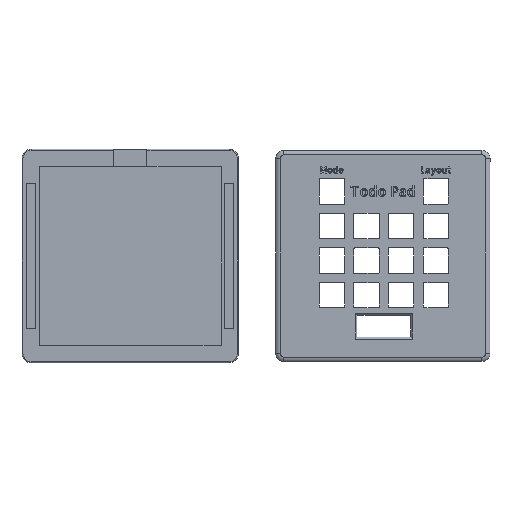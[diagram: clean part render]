
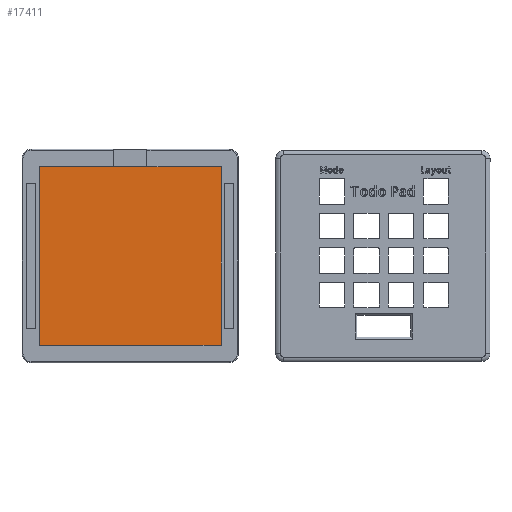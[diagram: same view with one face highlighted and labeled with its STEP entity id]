
A CAD part, top view. The second image highlights one B-rep face of the part: STEP entity #17411.
In plain terms, the highlighted planar face has unit normal (0, 0, 1).
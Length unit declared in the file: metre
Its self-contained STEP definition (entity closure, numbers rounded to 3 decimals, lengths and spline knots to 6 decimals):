
#5963=ORIENTED_EDGE('',*,*,#9309,.F.);
#5964=ORIENTED_EDGE('',*,*,#9304,.T.);
#5965=ORIENTED_EDGE('',*,*,#9314,.T.);
#5966=ORIENTED_EDGE('',*,*,#9312,.F.);
#9304=EDGE_CURVE('',#11300,#11301,#12654,.T.);
#9309=EDGE_CURVE('',#11300,#11304,#12659,.T.);
#9312=EDGE_CURVE('',#11304,#11305,#12662,.T.);
#9314=EDGE_CURVE('',#11301,#11305,#12664,.T.);
#11300=VERTEX_POINT('',#29855);
#11301=VERTEX_POINT('',#29856);
#11304=VERTEX_POINT('',#29865);
#11305=VERTEX_POINT('',#29870);
#12654=LINE('',#29854,#14073);
#12659=LINE('',#29864,#14078);
#12662=LINE('',#29869,#14081);
#12664=LINE('',#29873,#14083);
#14073=VECTOR('',#23861,1.);
#14078=VECTOR('',#23868,1.);
#14081=VECTOR('',#23873,1.);
#14083=VECTOR('',#23877,1.);
#15131=EDGE_LOOP('',(#5963,#5964,#5965,#5966));
#16148=FACE_BOUND('',#15131,.T.);
#16648=PLANE('',#19250);
#17411=ADVANCED_FACE('',(#16148),#16648,.T.);
#19250=AXIS2_PLACEMENT_3D('',#29880,#23883,#23884);
#23861=DIRECTION('',(0.,-1.,0.));
#23868=DIRECTION('',(1.,0.,0.));
#23873=DIRECTION('',(0.,-1.,0.));
#23877=DIRECTION('',(1.,0.,0.));
#23883=DIRECTION('',(0.,0.,1.));
#23884=DIRECTION('',(1.,0.,0.));
#29854=CARTESIAN_POINT('',(-0.050006,0.,0.003));
#29855=CARTESIAN_POINT('',(-0.050006,0.049125,0.003));
#29856=CARTESIAN_POINT('',(-0.050006,-0.049125,0.003));
#29864=CARTESIAN_POINT('',(0.,0.049125,0.003));
#29865=CARTESIAN_POINT('',(0.050006,0.049125,0.003));
#29869=CARTESIAN_POINT('',(0.050006,0.,0.003));
#29870=CARTESIAN_POINT('',(0.050006,-0.049125,0.003));
#29873=CARTESIAN_POINT('',(0.,-0.049125,0.003));
#29880=CARTESIAN_POINT('',(0.,0.,0.003));
